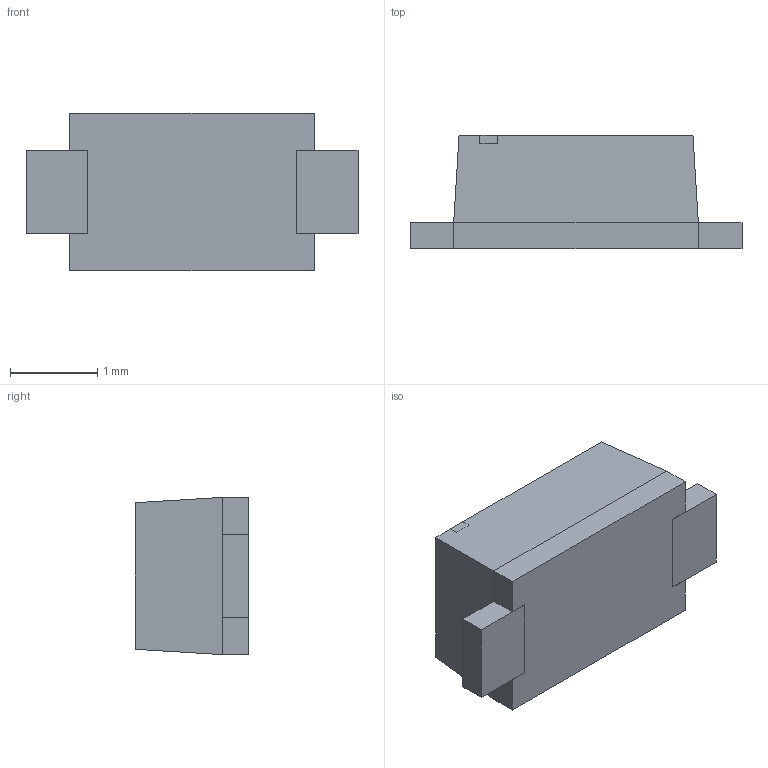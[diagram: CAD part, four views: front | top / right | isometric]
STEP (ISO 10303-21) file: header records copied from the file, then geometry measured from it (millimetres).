
FILE_DESCRIPTION (( 'STEP AP214' ), '1' );
FILE_NAME ('1N4007W.STEP', '2023-11-28T02:39:17', ( '' ), ( '' ), 'SwSTEP 2.0', 'SolidWorks 2021', '' );
FILE_SCHEMA (( 'AUTOMOTIVE_DESIGN' ));
Length unit declared in the file: millimetre
Products named in the file (1): 1N4007W
Bounding box: 3.8 x 1.3 x 1.8 mm (x, y, z)
Volume: 6.6 mm3; surface area: 27.6 mm2
Topology: 4 solids, 4 shells, 44 faces, 96 edges, 60 vertices
Faces by surface type: plane 44
Entity records: 1225 total; most frequent: CARTESIAN_POINT 201, ORIENTED_EDGE 192, DIRECTION 186, EDGE_CURVE 96, VECTOR 96, LINE 96, VERTEX_POINT 60, AXIS2_PLACEMENT_3D 45
